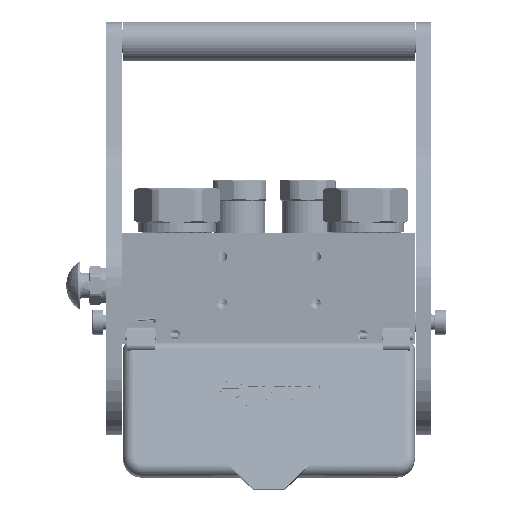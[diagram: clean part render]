
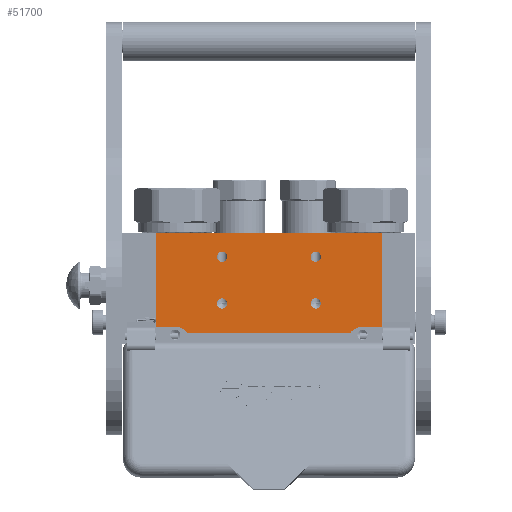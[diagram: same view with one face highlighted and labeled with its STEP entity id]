
A CAD part, left-side view. The second image highlights one B-rep face of the part: STEP entity #51700.
In plain terms, the highlighted face is planar.
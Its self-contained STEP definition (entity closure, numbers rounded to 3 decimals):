
#3053 = CIRCLE ( 'NONE', #47346, 10. ) ;
#3252 = VECTOR ( 'NONE', #25722, 1000. ) ;
#4035 = DIRECTION ( 'NONE',  ( 0., 0., -1. ) ) ;
#6498 = VERTEX_POINT ( 'NONE', #27022 ) ;
#6731 = DIRECTION ( 'NONE',  ( 0., 0., -1. ) ) ;
#6928 = VERTEX_POINT ( 'NONE', #25365 ) ;
#7094 = AXIS2_PLACEMENT_3D ( 'NONE', #69885, #104651, #70371 ) ;
#7919 = AXIS2_PLACEMENT_3D ( 'NONE', #13634, #4035, #105921 ) ;
#8233 = EDGE_LOOP ( 'NONE', ( #103474, #13011 ) ) ;
#8386 = LINE ( 'NONE', #25641, #46256 ) ;
#11312 = AXIS2_PLACEMENT_3D ( 'NONE', #79756, #102396, #138253 ) ;
#12937 = VECTOR ( 'NONE', #35343, 1000. ) ;
#13011 = ORIENTED_EDGE ( 'NONE', *, *, #92105, .F. ) ;
#13634 = CARTESIAN_POINT ( 'NONE',  ( 64., 45., -108. ) ) ;
#14537 = EDGE_CURVE ( 'NONE', #101412, #116223, #17757, .T. ) ;
#15237 = VERTEX_POINT ( 'NONE', #27637 ) ;
#15281 = CARTESIAN_POINT ( 'NONE',  ( 21.3, 60., -108. ) ) ;
#15510 = LINE ( 'NONE', #15281, #44308 ) ;
#16415 = CARTESIAN_POINT ( 'NONE',  ( 64., 48.3, -108. ) ) ;
#17490 = CARTESIAN_POINT ( 'NONE',  ( 154., 70., -108. ) ) ;
#17757 = LINE ( 'NONE', #115130, #107889 ) ;
#18956 = CIRCLE ( 'NONE', #41818, 3.3 ) ;
#21982 = DIRECTION ( 'NONE',  ( 0., 0., -1. ) ) ;
#25365 = CARTESIAN_POINT ( 'NONE',  ( 42.146, 64.2, -108. ) ) ;
#25532 = VERTEX_POINT ( 'NONE', #72851 ) ;
#25641 = CARTESIAN_POINT ( 'NONE',  ( 166.7, 60., -108. ) ) ;
#25722 = DIRECTION ( 'NONE',  ( 0., 1., 0. ) ) ;
#27022 = CARTESIAN_POINT ( 'NONE',  ( 21.3, 0., -108. ) ) ;
#27637 = CARTESIAN_POINT ( 'NONE',  ( 21.3, 60., -108. ) ) ;
#27768 = VERTEX_POINT ( 'NONE', #69462 ) ;
#27980 = EDGE_CURVE ( 'NONE', #127052, #118831, #98659, .T. ) ;
#30231 = VERTEX_POINT ( 'NONE', #143094 ) ;
#30909 = VECTOR ( 'NONE', #52187, 1000. ) ;
#30970 = AXIS2_PLACEMENT_3D ( 'NONE', #127967, #120258, #95631 ) ;
#31719 = CARTESIAN_POINT ( 'NONE',  ( 166.7, 0., -108. ) ) ;
#32341 = EDGE_LOOP ( 'NONE', ( #120087, #106456, #110526, #39336, #123498, #82420, #132085, #67313 ) ) ;
#33909 = LINE ( 'NONE', #118485, #3252 ) ;
#35343 = DIRECTION ( 'NONE',  ( -1., 0., 0. ) ) ;
#35650 = EDGE_CURVE ( 'NONE', #106947, #30231, #63308, .T. ) ;
#37964 = CARTESIAN_POINT ( 'NONE',  ( 124., 45., -108. ) ) ;
#39336 = ORIENTED_EDGE ( 'NONE', *, *, #93059, .T. ) ;
#40672 = DIRECTION ( 'NONE',  ( 0., 0., -1. ) ) ;
#41818 = AXIS2_PLACEMENT_3D ( 'NONE', #75794, #6731, #76793 ) ;
#44181 = PLANE ( 'NONE',  #108401 ) ;
#44308 = VECTOR ( 'NONE', #119116, 1000. ) ;
#45625 = VERTEX_POINT ( 'NONE', #75712 ) ;
#46256 = VECTOR ( 'NONE', #128058, 1000. ) ;
#47123 = LINE ( 'NONE', #97572, #30909 ) ;
#47346 = AXIS2_PLACEMENT_3D ( 'NONE', #17490, #40672, #131991 ) ;
#50130 = EDGE_LOOP ( 'NONE', ( #64249, #148759 ) ) ;
#51253 = EDGE_CURVE ( 'NONE', #116223, #82883, #8386, .T. ) ;
#51700 = ADVANCED_FACE ( 'NONE', ( #53213, #128880, #142779, #118712, #60750 ), #44181, .T. ) ;
#51893 = EDGE_CURVE ( 'NONE', #45625, #27768, #71110, .T. ) ;
#51981 = CARTESIAN_POINT ( 'NONE',  ( 124., 11.7, -108. ) ) ;
#52023 = CARTESIAN_POINT ( 'NONE',  ( 154., 60., -108. ) ) ;
#52184 = CIRCLE ( 'NONE', #86970, 3.3 ) ;
#52187 = DIRECTION ( 'NONE',  ( -1., 0., 0. ) ) ;
#52688 = AXIS2_PLACEMENT_3D ( 'NONE', #37964, #63150, #97441 ) ;
#53213 = FACE_BOUND ( 'NONE', #50130, .T. ) ;
#53425 = CIRCLE ( 'NONE', #7919, 3.3 ) ;
#53888 = DIRECTION ( 'NONE',  ( 0., 0., -1. ) ) ;
#57690 = CIRCLE ( 'NONE', #11312, 10. ) ;
#58099 = EDGE_LOOP ( 'NONE', ( #59831, #62509 ) ) ;
#59831 = ORIENTED_EDGE ( 'NONE', *, *, #35650, .F. ) ;
#60750 = FACE_OUTER_BOUND ( 'NONE', #32341, .T. ) ;
#62509 = ORIENTED_EDGE ( 'NONE', *, *, #65345, .F. ) ;
#62980 = VERTEX_POINT ( 'NONE', #136008 ) ;
#63150 = DIRECTION ( 'NONE',  ( 0., 0., -1. ) ) ;
#63308 = CIRCLE ( 'NONE', #98601, 3.3 ) ;
#63973 = CARTESIAN_POINT ( 'NONE',  ( 64., 45., -108. ) ) ;
#64249 = ORIENTED_EDGE ( 'NONE', *, *, #110199, .F. ) ;
#64686 = CARTESIAN_POINT ( 'NONE',  ( 34., 60., -108. ) ) ;
#65345 = EDGE_CURVE ( 'NONE', #30231, #106947, #68315, .T. ) ;
#67313 = ORIENTED_EDGE ( 'NONE', *, *, #51253, .F. ) ;
#68315 = CIRCLE ( 'NONE', #122554, 3.3 ) ;
#69096 = CARTESIAN_POINT ( 'NONE',  ( 145.854, 64.2, -108. ) ) ;
#69462 = CARTESIAN_POINT ( 'NONE',  ( 124., 41.7, -108. ) ) ;
#69885 = CARTESIAN_POINT ( 'NONE',  ( 124., 45., -108. ) ) ;
#70371 = DIRECTION ( 'NONE',  ( 0., 1., 0. ) ) ;
#71110 = CIRCLE ( 'NONE', #7094, 3.3 ) ;
#72851 = CARTESIAN_POINT ( 'NONE',  ( 145.854, 64.2, -108. ) ) ;
#75607 = ORIENTED_EDGE ( 'NONE', *, *, #27980, .F. ) ;
#75712 = CARTESIAN_POINT ( 'NONE',  ( 124., 48.3, -108. ) ) ;
#75773 = EDGE_CURVE ( 'NONE', #62980, #94710, #53425, .T. ) ;
#75794 = CARTESIAN_POINT ( 'NONE',  ( 64., 15., -108. ) ) ;
#76298 = DIRECTION ( 'NONE',  ( 0., -1., 0. ) ) ;
#76793 = DIRECTION ( 'NONE',  ( 0., 1., 0. ) ) ;
#79008 = CARTESIAN_POINT ( 'NONE',  ( 166.7, 0., -108. ) ) ;
#79756 = CARTESIAN_POINT ( 'NONE',  ( 34., 70., -108. ) ) ;
#80099 = CARTESIAN_POINT ( 'NONE',  ( 124., 15., -108. ) ) ;
#81414 = DIRECTION ( 'NONE',  ( 0., 1., 0. ) ) ;
#82420 = ORIENTED_EDGE ( 'NONE', *, *, #102691, .F. ) ;
#82883 = VERTEX_POINT ( 'NONE', #52023 ) ;
#86466 = ORIENTED_EDGE ( 'NONE', *, *, #100880, .F. ) ;
#86970 = AXIS2_PLACEMENT_3D ( 'NONE', #63973, #53888, #146170 ) ;
#87401 = DIRECTION ( 'NONE',  ( 0., 0., -1. ) ) ;
#87887 = CARTESIAN_POINT ( 'NONE',  ( 124., 15., -108. ) ) ;
#91437 = CARTESIAN_POINT ( 'NONE',  ( 64., 11.7, -108. ) ) ;
#92105 = EDGE_CURVE ( 'NONE', #94710, #62980, #52184, .T. ) ;
#93059 = EDGE_CURVE ( 'NONE', #15237, #132031, #15510, .T. ) ;
#94710 = VERTEX_POINT ( 'NONE', #16415 ) ;
#95631 = DIRECTION ( 'NONE',  ( 0., -1., 0. ) ) ;
#96498 = EDGE_CURVE ( 'NONE', #101412, #6498, #47123, .T. ) ;
#97441 = DIRECTION ( 'NONE',  ( 0., -1., 0. ) ) ;
#97478 = CIRCLE ( 'NONE', #52688, 3.3 ) ;
#97572 = CARTESIAN_POINT ( 'NONE',  ( 166.7, 0., -108. ) ) ;
#98601 = AXIS2_PLACEMENT_3D ( 'NONE', #87887, #87401, #76298 ) ;
#98659 = CIRCLE ( 'NONE', #30970, 3.3 ) ;
#100880 = EDGE_CURVE ( 'NONE', #118831, #127052, #18956, .T. ) ;
#101412 = VERTEX_POINT ( 'NONE', #31719 ) ;
#102396 = DIRECTION ( 'NONE',  ( 0., 0., -1. ) ) ;
#102691 = EDGE_CURVE ( 'NONE', #25532, #6928, #135638, .T. ) ;
#103138 = DIRECTION ( 'NONE',  ( -1., 0., 0. ) ) ;
#103233 = CARTESIAN_POINT ( 'NONE',  ( 64., 18.3, -108. ) ) ;
#103474 = ORIENTED_EDGE ( 'NONE', *, *, #75773, .F. ) ;
#104258 = DIRECTION ( 'NONE',  ( 0., 0., -1. ) ) ;
#104651 = DIRECTION ( 'NONE',  ( 0., 0., -1. ) ) ;
#105273 = DIRECTION ( 'NONE',  ( 0., 1., 0. ) ) ;
#105921 = DIRECTION ( 'NONE',  ( 0., -1., 0. ) ) ;
#106456 = ORIENTED_EDGE ( 'NONE', *, *, #96498, .T. ) ;
#106947 = VERTEX_POINT ( 'NONE', #51981 ) ;
#107889 = VECTOR ( 'NONE', #81414, 1000. ) ;
#108401 = AXIS2_PLACEMENT_3D ( 'NONE', #79008, #21982, #103138 ) ;
#110199 = EDGE_CURVE ( 'NONE', #27768, #45625, #97478, .T. ) ;
#110526 = ORIENTED_EDGE ( 'NONE', *, *, #115918, .T. ) ;
#111380 = CARTESIAN_POINT ( 'NONE',  ( 166.7, 60., -108. ) ) ;
#115130 = CARTESIAN_POINT ( 'NONE',  ( 166.7, 0., -108. ) ) ;
#115918 = EDGE_CURVE ( 'NONE', #6498, #15237, #33909, .T. ) ;
#116223 = VERTEX_POINT ( 'NONE', #111380 ) ;
#116394 = EDGE_CURVE ( 'NONE', #82883, #25532, #3053, .T. ) ;
#118485 = CARTESIAN_POINT ( 'NONE',  ( 21.3, 0., -108. ) ) ;
#118712 = FACE_BOUND ( 'NONE', #128583, .T. ) ;
#118831 = VERTEX_POINT ( 'NONE', #103233 ) ;
#119116 = DIRECTION ( 'NONE',  ( 1., 0., 0. ) ) ;
#120087 = ORIENTED_EDGE ( 'NONE', *, *, #14537, .F. ) ;
#120258 = DIRECTION ( 'NONE',  ( 0., 0., -1. ) ) ;
#122554 = AXIS2_PLACEMENT_3D ( 'NONE', #80099, #104258, #105273 ) ;
#123498 = ORIENTED_EDGE ( 'NONE', *, *, #144055, .F. ) ;
#127052 = VERTEX_POINT ( 'NONE', #91437 ) ;
#127967 = CARTESIAN_POINT ( 'NONE',  ( 64., 15., -108. ) ) ;
#128058 = DIRECTION ( 'NONE',  ( -1., 0., 0. ) ) ;
#128583 = EDGE_LOOP ( 'NONE', ( #75607, #86466 ) ) ;
#128880 = FACE_BOUND ( 'NONE', #58099, .T. ) ;
#131991 = DIRECTION ( 'NONE',  ( 0., -1., 0. ) ) ;
#132031 = VERTEX_POINT ( 'NONE', #64686 ) ;
#132085 = ORIENTED_EDGE ( 'NONE', *, *, #116394, .F. ) ;
#135638 = LINE ( 'NONE', #69096, #12937 ) ;
#136008 = CARTESIAN_POINT ( 'NONE',  ( 64., 41.7, -108. ) ) ;
#138253 = DIRECTION ( 'NONE',  ( 0.815, -0.58, 0. ) ) ;
#142779 = FACE_BOUND ( 'NONE', #8233, .T. ) ;
#143094 = CARTESIAN_POINT ( 'NONE',  ( 124., 18.3, -108. ) ) ;
#144055 = EDGE_CURVE ( 'NONE', #6928, #132031, #57690, .T. ) ;
#146170 = DIRECTION ( 'NONE',  ( 0., 1., 0. ) ) ;
#148759 = ORIENTED_EDGE ( 'NONE', *, *, #51893, .F. ) ;
